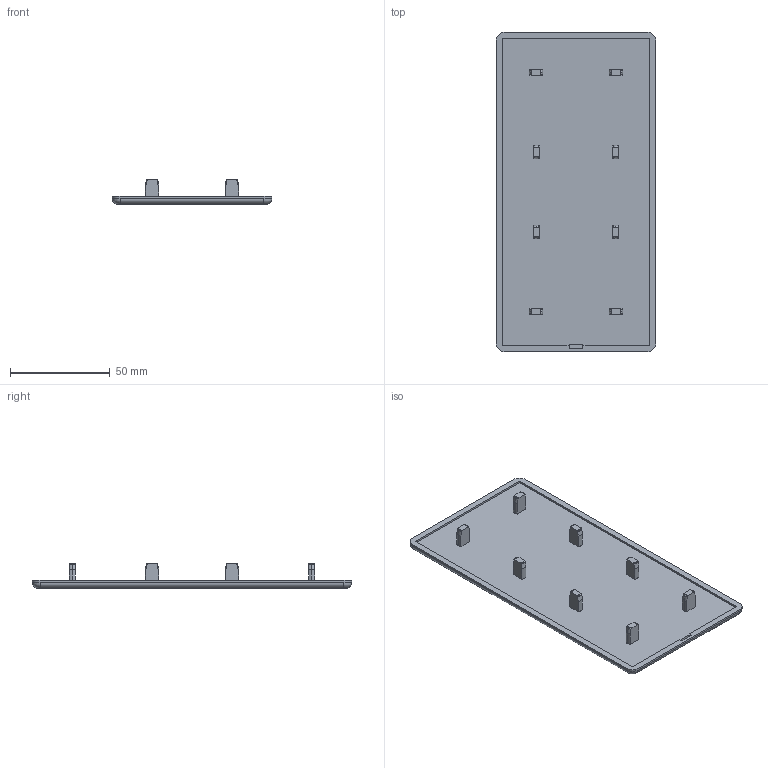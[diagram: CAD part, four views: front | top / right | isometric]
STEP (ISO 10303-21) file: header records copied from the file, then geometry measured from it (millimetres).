
FILE_DESCRIPTION(('STEP AP214'),'1');
FILE_NAME('fath_091118.stp','2017-05-01T06:13:09',('TraceParts'),('TraceParts S.A.'),'Spatial InterOp 3D',' ',' ');
FILE_SCHEMA(('automotive_design'));
Length unit declared in the file: millimetre
Products named in the file (1): fath_091118
Bounding box: 80 x 160 x 12.5 mm (x, y, z)
Volume: 40269 mm3; surface area: 28677.4 mm2
Topology: 1 solids, 1 shells, 125 faces, 318 edges, 204 vertices
Faces by surface type: plane 41, cylinder 32, torus 28, cone 24
Entity records: 4969 total; most frequent: CARTESIAN_POINT 936, ORIENTED_EDGE 636, DIRECTION 630, EDGE_CURVE 318, AXIS2_PLACEMENT_3D 250, VERTEX_POINT 204, EDGE_LOOP 134, LINE 130
